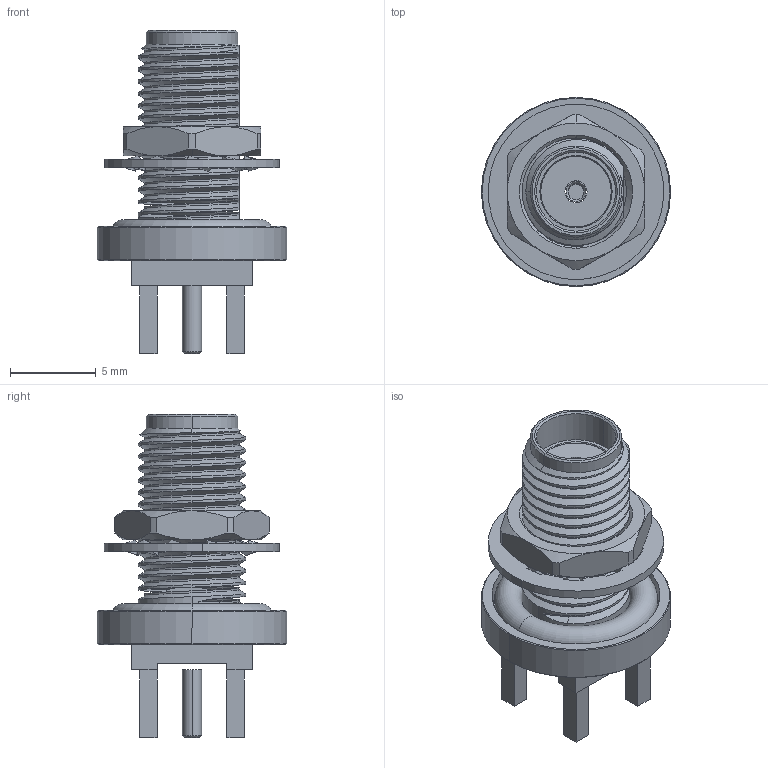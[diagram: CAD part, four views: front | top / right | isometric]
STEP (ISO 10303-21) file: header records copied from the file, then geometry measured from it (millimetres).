
FILE_DESCRIPTION (( 'STEP AP214' ), '1' );
FILE_NAME ('30-455-2-D3.STEP', '2024-03-28T11:35:06', ( '' ), ( '' ), 'SwSTEP 2.0', 'SolidWorks 2023', '' );
FILE_SCHEMA (( 'AUTOMOTIVE_DESIGN' ));
Length unit declared in the file: millimetre
Products named in the file (1): 30-455-2-D3
Bounding box: 11 x 11 x 18.8 mm (x, y, z)
Surface area: 1181.9 mm2 (no closed solid volume)
Topology: 0 solids, 9 shells, 264 faces, 746 edges, 483 vertices
Faces by surface type: bspline 84, plane 75, cylinder 59, cone 38, torus 8
Entity records: 25866 total; most frequent: CARTESIAN_POINT 19857, ORIENTED_EDGE 1404, DIRECTION 990, EDGE_CURVE 746, VERTEX_POINT 483, LINE 348, VECTOR 348, AXIS2_PLACEMENT_3D 321
